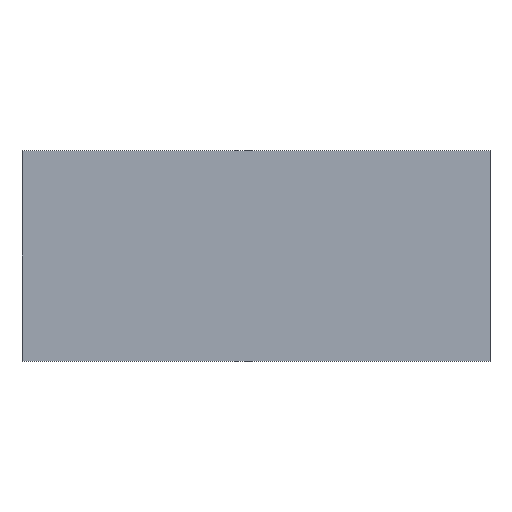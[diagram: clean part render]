
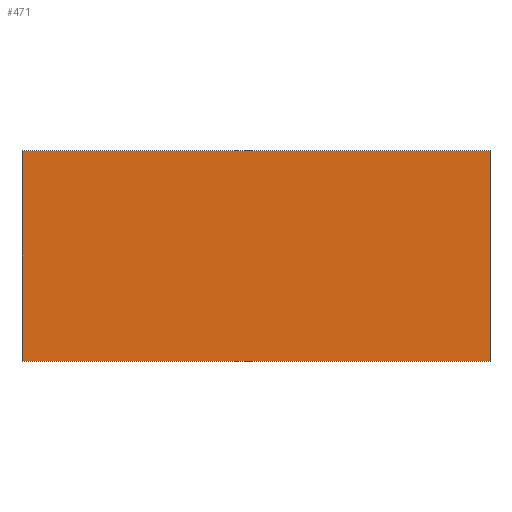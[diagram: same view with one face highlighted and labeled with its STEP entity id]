
A CAD part, front view. The second image highlights one B-rep face of the part: STEP entity #471.
In plain terms, the highlighted planar face has unit normal (0, -1, 0).
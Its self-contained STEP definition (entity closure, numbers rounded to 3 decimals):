
#471=ADVANCED_FACE('',(#937),#938,.F.);
#937=FACE_OUTER_BOUND('',#1395,.T.);
#938=PLANE('',#1396);
#1395=EDGE_LOOP('',(#2875,#2876,#2877,#2878));
#1396=AXIS2_PLACEMENT_3D('',#2879,#2880,#2881);
#2875=ORIENTED_EDGE('',*,*,#2916,.T.);
#2876=ORIENTED_EDGE('',*,*,#3481,.F.);
#2877=ORIENTED_EDGE('',*,*,#3199,.F.);
#2878=ORIENTED_EDGE('',*,*,#3479,.F.);
#2879=CARTESIAN_POINT('',(0.0,-37.5,2.25));
#2880=DIRECTION('',(0.0,1.0,0.0));
#2881=DIRECTION('',(0.0,0.0,1.0));
#2916=EDGE_CURVE('',#3526,#3524,#3527,.T.);
#3199=EDGE_CURVE('',#4086,#4088,#4089,.T.);
#3479=EDGE_CURVE('',#3526,#4086,#4370,.T.);
#3481=EDGE_CURVE('',#4088,#3524,#4372,.T.);
#3524=VERTEX_POINT('',#4429);
#3526=VERTEX_POINT('',#4432);
#3527=LINE('',#4433,#4434);
#4086=VERTEX_POINT('',#5180);
#4088=VERTEX_POINT('',#5183);
#4089=LINE('',#5184,#5185);
#4370=LINE('',#5606,#5607);
#4372=LINE('',#5609,#5610);
#4429=CARTESIAN_POINT('',(-5.0,-37.5,0.0));
#4432=CARTESIAN_POINT('',(-5.0,-37.5,4.5));
#4433=CARTESIAN_POINT('',(-5.0,-37.5,2.25));
#4434=VECTOR('',#5643,1.0);
#5180=CARTESIAN_POINT('',(5.0,-37.5,4.5));
#5183=CARTESIAN_POINT('',(5.0,-37.5,0.0));
#5184=CARTESIAN_POINT('',(5.0,-37.5,2.25));
#5185=VECTOR('',#6108,1.0);
#5606=CARTESIAN_POINT('',(0.0,-37.5,4.5));
#5607=VECTOR('',#6249,1.0);
#5609=CARTESIAN_POINT('',(0.0,-37.5,0.0));
#5610=VECTOR('',#6250,1.0);
#5643=DIRECTION('',(0.0,0.0,-1.0));
#6108=DIRECTION('',(0.0,0.0,-1.0));
#6249=DIRECTION('',(1.0,0.0,0.0));
#6250=DIRECTION('',(-1.0,0.0,0.0));
